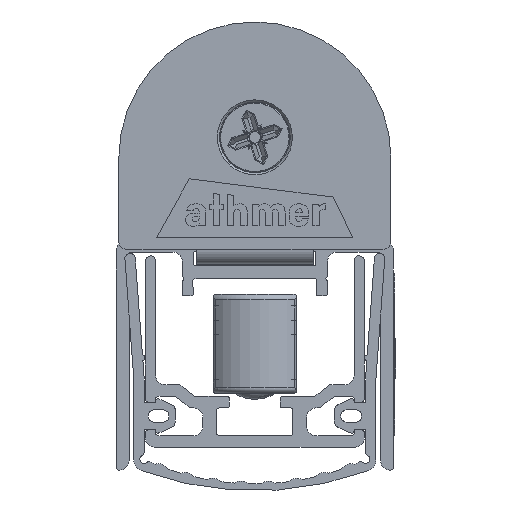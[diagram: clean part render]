
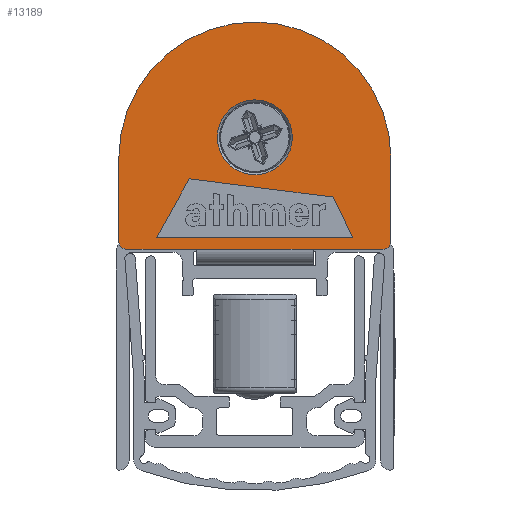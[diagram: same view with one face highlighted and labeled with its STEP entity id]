
A CAD part, front view. The second image highlights one B-rep face of the part: STEP entity #13189.
In plain terms, the highlighted planar face has unit normal (0, -1, 0).
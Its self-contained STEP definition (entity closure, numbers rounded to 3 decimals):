
#962=CIRCLE('',#14404,0.7);
#963=CIRCLE('',#14405,0.7);
#964=CIRCLE('',#14406,11.8);
#965=CIRCLE('',#14407,3.25);
#2406=ORIENTED_EDGE('',*,*,#5668,.T.);
#2407=ORIENTED_EDGE('',*,*,#5669,.T.);
#2408=ORIENTED_EDGE('',*,*,#5670,.T.);
#2409=ORIENTED_EDGE('',*,*,#5671,.T.);
#2410=ORIENTED_EDGE('',*,*,#5672,.T.);
#2411=ORIENTED_EDGE('',*,*,#5673,.T.);
#2412=ORIENTED_EDGE('',*,*,#5674,.T.);
#2413=ORIENTED_EDGE('',*,*,#5675,.T.);
#2414=ORIENTED_EDGE('',*,*,#5676,.T.);
#2415=ORIENTED_EDGE('',*,*,#5677,.T.);
#2416=ORIENTED_EDGE('',*,*,#5678,.T.);
#2417=ORIENTED_EDGE('',*,*,#5679,.T.);
#2418=ORIENTED_EDGE('',*,*,#5680,.T.);
#5668=EDGE_CURVE('',#7414,#7415,#8737,.T.);
#5669=EDGE_CURVE('',#7415,#7416,#962,.T.);
#5670=EDGE_CURVE('',#7416,#7417,#8738,.T.);
#5671=EDGE_CURVE('',#7417,#7418,#8739,.T.);
#5672=EDGE_CURVE('',#7418,#7419,#8740,.T.);
#5673=EDGE_CURVE('',#7419,#7420,#963,.T.);
#5674=EDGE_CURVE('',#7420,#7421,#8741,.T.);
#5675=EDGE_CURVE('',#7421,#7414,#964,.T.);
#5676=EDGE_CURVE('',#7422,#7422,#965,.T.);
#5677=EDGE_CURVE('',#7423,#7424,#8742,.T.);
#5678=EDGE_CURVE('',#7424,#7425,#8743,.T.);
#5679=EDGE_CURVE('',#7425,#7426,#8744,.T.);
#5680=EDGE_CURVE('',#7426,#7423,#8745,.T.);
#7414=VERTEX_POINT('',#19649);
#7415=VERTEX_POINT('',#19650);
#7416=VERTEX_POINT('',#19652);
#7417=VERTEX_POINT('',#19654);
#7418=VERTEX_POINT('',#19656);
#7419=VERTEX_POINT('',#19658);
#7420=VERTEX_POINT('',#19660);
#7421=VERTEX_POINT('',#19662);
#7422=VERTEX_POINT('',#19665);
#7423=VERTEX_POINT('',#19667);
#7424=VERTEX_POINT('',#19668);
#7425=VERTEX_POINT('',#19670);
#7426=VERTEX_POINT('',#19672);
#8737=LINE('',#19648,#10034);
#8738=LINE('',#19653,#10035);
#8739=LINE('',#19655,#10036);
#8740=LINE('',#19657,#10037);
#8741=LINE('',#19661,#10038);
#8742=LINE('',#19666,#10039);
#8743=LINE('',#19669,#10040);
#8744=LINE('',#19671,#10041);
#8745=LINE('',#19673,#10042);
#10034=VECTOR('',#16314,1000.);
#10035=VECTOR('',#16317,1000.);
#10036=VECTOR('',#16318,1000.);
#10037=VECTOR('',#16319,1000.);
#10038=VECTOR('',#16322,1000.);
#10039=VECTOR('',#16327,1000.);
#10040=VECTOR('',#16328,1000.);
#10041=VECTOR('',#16329,1000.);
#10042=VECTOR('',#16330,1000.);
#11112=EDGE_LOOP('',(#2406,#2407,#2408,#2409,#2410,#2411,#2412,#2413));
#11113=EDGE_LOOP('',(#2414));
#11114=EDGE_LOOP('',(#2415,#2416,#2417,#2418));
#11914=FACE_BOUND('',#11112,.T.);
#11915=FACE_BOUND('',#11113,.T.);
#11916=FACE_BOUND('',#11114,.T.);
#12596=PLANE('',#14403);
#13189=ADVANCED_FACE('',(#11914,#11915,#11916),#12596,.T.);
#14403=AXIS2_PLACEMENT_3D('',#19647,#16312,#16313);
#14404=AXIS2_PLACEMENT_3D('',#19651,#16315,#16316);
#14405=AXIS2_PLACEMENT_3D('',#19659,#16320,#16321);
#14406=AXIS2_PLACEMENT_3D('',#19663,#16323,#16324);
#14407=AXIS2_PLACEMENT_3D('',#19664,#16325,#16326);
#16312=DIRECTION('',(0.,-1.,0.));
#16313=DIRECTION('',(0.,0.,-1.));
#16314=DIRECTION('',(0.,0.,-1.));
#16315=DIRECTION('',(0.,-1.,0.));
#16316=DIRECTION('',(0.,0.,-1.));
#16317=DIRECTION('',(1.,0.,0.));
#16318=DIRECTION('',(1.,0.,0.));
#16319=DIRECTION('',(1.,0.,0.));
#16320=DIRECTION('',(0.,-1.,0.));
#16321=DIRECTION('',(0.,0.,-1.));
#16322=DIRECTION('',(0.,0.,1.));
#16323=DIRECTION('',(0.,-1.,0.));
#16324=DIRECTION('',(1.,0.,0.));
#16325=DIRECTION('',(0.,1.,0.));
#16326=DIRECTION('',(0.,0.,1.));
#16327=DIRECTION('',(0.436,0.,-0.9));
#16328=DIRECTION('',(-1.,0.,0.));
#16329=DIRECTION('',(0.486,0.,0.874));
#16330=DIRECTION('',(0.992,0.,-0.126));
#19647=CARTESIAN_POINT('',(0.,-1.,24.725));
#19648=CARTESIAN_POINT('',(-11.8,-1.,16.825));
#19649=CARTESIAN_POINT('',(-11.8,-1.,24.725));
#19650=CARTESIAN_POINT('',(-11.8,-1.,17.525));
#19651=CARTESIAN_POINT('',(-11.1,-1.,17.525));
#19652=CARTESIAN_POINT('',(-11.1,-1.,16.825));
#19653=CARTESIAN_POINT('',(-11.8,-1.,16.825));
#19654=CARTESIAN_POINT('',(-5.05,-1.,16.825));
#19655=CARTESIAN_POINT('',(5.05,-1.,16.825));
#19656=CARTESIAN_POINT('',(5.05,-1.,16.825));
#19657=CARTESIAN_POINT('',(5.05,-1.,16.825));
#19658=CARTESIAN_POINT('',(11.1,-1.,16.825));
#19659=CARTESIAN_POINT('',(11.1,-1.,17.525));
#19660=CARTESIAN_POINT('',(11.8,-1.,17.525));
#19661=CARTESIAN_POINT('',(11.8,-1.,16.825));
#19662=CARTESIAN_POINT('',(11.8,-1.,24.725));
#19663=CARTESIAN_POINT('',(0.,-1.,24.725));
#19664=CARTESIAN_POINT('',(0.,-1.,26.525));
#19665=CARTESIAN_POINT('',(0.,-1.,29.775));
#19666=CARTESIAN_POINT('',(6.796,-1.,21.341));
#19667=CARTESIAN_POINT('',(6.796,-1.,21.341));
#19668=CARTESIAN_POINT('',(8.498,-1.,17.825));
#19669=CARTESIAN_POINT('',(8.498,-1.,17.825));
#19670=CARTESIAN_POINT('',(-8.517,-1.,17.825));
#19671=CARTESIAN_POINT('',(-8.517,-1.,17.825));
#19672=CARTESIAN_POINT('',(-5.681,-1.,22.929));
#19673=CARTESIAN_POINT('',(-5.681,-1.,22.929));
